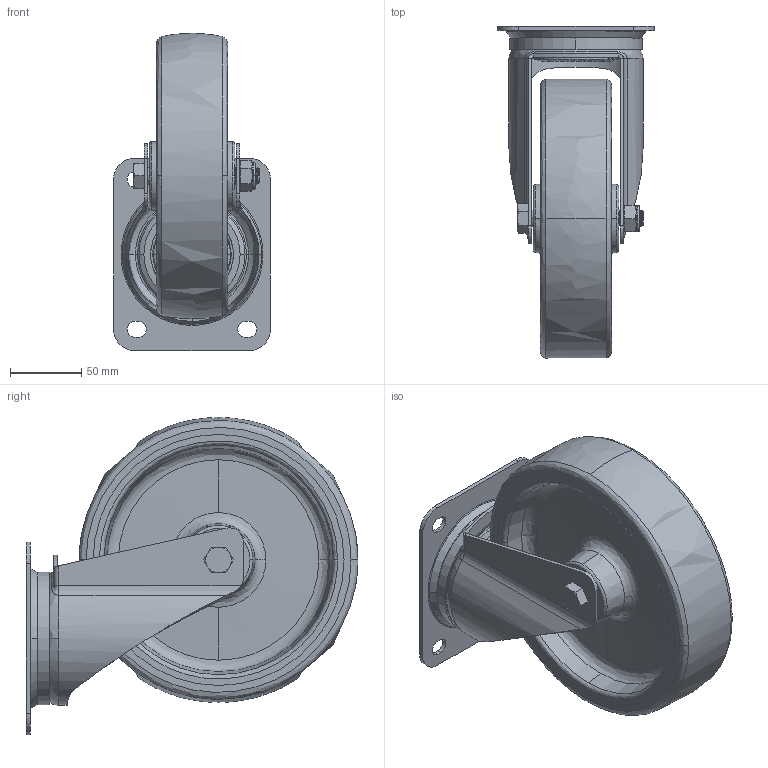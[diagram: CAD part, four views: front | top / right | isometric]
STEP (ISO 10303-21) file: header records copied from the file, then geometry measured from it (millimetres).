
FILE_DESCRIPTION (( 'STEP AP214' ), '1' );
FILE_NAME ('0056748.step', '2024-04-11T11:00:34', ( '' ), ( '' ), 'SwSTEP 2.0', 'SolidWorks 2020', '' );
FILE_SCHEMA (( 'AUTOMOTIVE_DESIGN' ));
Length unit declared in the file: millimetre
Products named in the file (1): 0056748
Bounding box: 110 x 232.76 x 222.5 mm (x, y, z)
Volume: 999368.2 mm3; surface area: 201081 mm2
Topology: 1 solids, 1 shells, 321 faces, 885 edges, 580 vertices
Faces by surface type: bspline 135, cylinder 73, plane 62, cone 51
Entity records: 47562 total; most frequent: CARTESIAN_POINT 39874, ORIENTED_EDGE 1762, DIRECTION 1131, EDGE_CURVE 881, VERTEX_POINT 580, AXIS2_PLACEMENT_3D 473, B_SPLINE_CURVE_WITH_KNOTS 379, EDGE_LOOP 355
